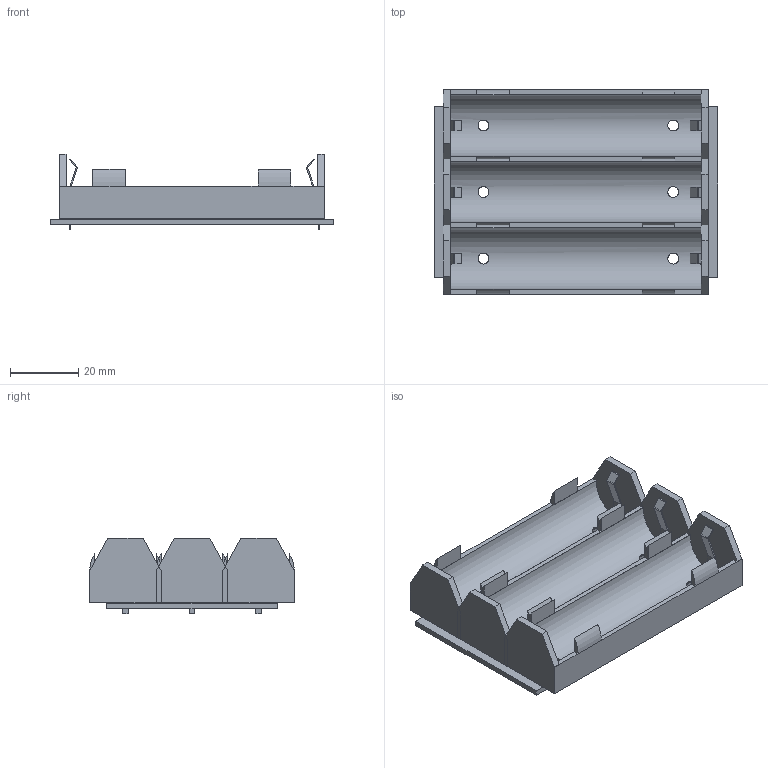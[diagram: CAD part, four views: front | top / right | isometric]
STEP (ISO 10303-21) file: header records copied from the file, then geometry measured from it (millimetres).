
FILE_DESCRIPTION(('KiCad electronic assembly'),'2;1');
FILE_NAME('baterias.step','2023-04-28T21:43:30',('Pcbnew'),('Kicad'), 'Open CASCADE STEP processor 7.6','KiCad to STEP converter','Unknown' );
FILE_SCHEMA(('AUTOMOTIVE_DESIGN { 1 0 10303 214 1 1 1 1 }'));
Length unit declared in the file: millimetre
Products named in the file (4): baterias 1; BatteryHolder_MPD_BH-18650-PC2; SOLID; baterias PCB
Assembly tree (5 placements, depth 3):
  baterias 1
    BatteryHolder_MPD_BH-18650-PC2  x3
      SOLID
    baterias PCB
Bounding box: 83 x 59.9 x 22.2 mm (x, y, z)
Volume: 25840.8 mm3; surface area: 30837.3 mm2
Topology: 4 solids, 4 shells, 204 faces, 534 edges, 350 vertices
Faces by surface type: plane 171, cylinder 33
Full cylindrical faces by diameter (mm): 2 x6, 3.2 x12
Entity records: 6694 total; most frequent: CARTESIAN_POINT 1892, DIRECTION 802, LINE 548, VECTOR 548, ORIENTED_EDGE 420, PCURVE 420, DEFINITIONAL_REPRESENTATION 420, EDGE_CURVE 210
